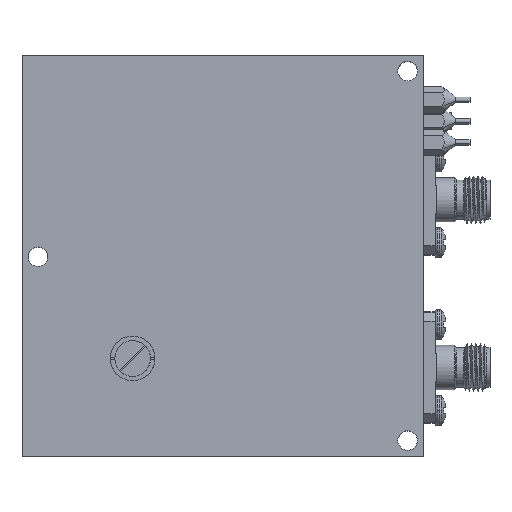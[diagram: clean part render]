
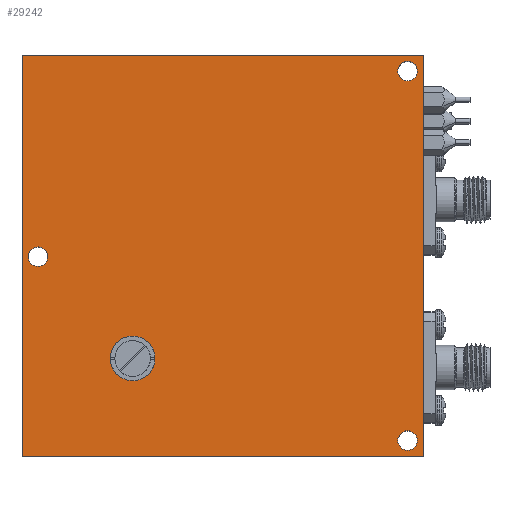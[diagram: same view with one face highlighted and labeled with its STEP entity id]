
A CAD part, top view. The second image highlights one B-rep face of the part: STEP entity #29242.
In plain terms, the highlighted planar face has unit normal (0, 0, 1).
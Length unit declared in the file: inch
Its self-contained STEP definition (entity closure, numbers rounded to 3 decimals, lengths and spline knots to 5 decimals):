
#187 = LINE ( 'NONE', #5828, #21228 ) ;
#639 = CARTESIAN_POINT ( 'NONE',  ( 1.09, -1.035, 1.25 ) ) ;
#795 = DIRECTION ( 'NONE',  ( 1., 0., 0. ) ) ;
#1281 = CARTESIAN_POINT ( 'NONE',  ( -0.98, -0.005, 1.25 ) ) ;
#1312 = CARTESIAN_POINT ( 'NONE',  ( 1.125, 1.125, 1.25 ) ) ;
#1868 = DIRECTION ( 'NONE',  ( 0., 0., 1. ) ) ;
#2262 = EDGE_LOOP ( 'NONE', ( #19642, #27783, #24453, #18304 ) ) ;
#2776 = EDGE_CURVE ( 'NONE', #11105, #8746, #31695, .T. ) ;
#2830 = ORIENTED_EDGE ( 'NONE', *, *, #24766, .F. ) ;
#2980 = CARTESIAN_POINT ( 'NONE',  ( -1.035, -0.005, 1.25 ) ) ;
#3140 = CARTESIAN_POINT ( 'NONE',  ( 1.09, 1.035, 1.25 ) ) ;
#3589 = CARTESIAN_POINT ( 'NONE',  ( 0.98, 1.035, 1.25 ) ) ;
#3926 = VERTEX_POINT ( 'NONE', #16916 ) ;
#4373 = EDGE_CURVE ( 'NONE', #16052, #5130, #23638, .T. ) ;
#4723 = DIRECTION ( 'NONE',  ( 1., 0., 0. ) ) ;
#5001 = VERTEX_POINT ( 'NONE', #22184 ) ;
#5130 = VERTEX_POINT ( 'NONE', #8806 ) ;
#5505 = CARTESIAN_POINT ( 'NONE',  ( -1.09, -0.005, 1.25 ) ) ;
#5557 = FACE_BOUND ( 'NONE', #12927, .T. ) ;
#5828 = CARTESIAN_POINT ( 'NONE',  ( -1.125, 1.125, 1.25 ) ) ;
#5874 = ORIENTED_EDGE ( 'NONE', *, *, #2776, .F. ) ;
#7357 = EDGE_CURVE ( 'NONE', #8746, #11105, #22074, .T. ) ;
#8232 = FACE_BOUND ( 'NONE', #33596, .T. ) ;
#8746 = VERTEX_POINT ( 'NONE', #3140 ) ;
#8801 = CIRCLE ( 'NONE', #24012, 0.055 ) ;
#8806 = CARTESIAN_POINT ( 'NONE',  ( -1.125, -1.125, 1.25 ) ) ;
#9625 = CARTESIAN_POINT ( 'NONE',  ( 0., 0., 1.25 ) ) ;
#9642 = CARTESIAN_POINT ( 'NONE',  ( -1.125, -1.125, 1.25 ) ) ;
#11105 = VERTEX_POINT ( 'NONE', #3589 ) ;
#11549 = CIRCLE ( 'NONE', #21076, 0.055 ) ;
#11823 = DIRECTION ( 'NONE',  ( -1., 0., 0. ) ) ;
#12156 = PLANE ( 'NONE',  #23583 ) ;
#12339 = LINE ( 'NONE', #25122, #15465 ) ;
#12927 = EDGE_LOOP ( 'NONE', ( #35594, #17392 ) ) ;
#13548 = AXIS2_PLACEMENT_3D ( 'NONE', #33270, #16405, #22088 ) ;
#15283 = DIRECTION ( 'NONE',  ( -1., 0., 0. ) ) ;
#15465 = VECTOR ( 'NONE', #33537, 39.37008 ) ;
#16052 = VERTEX_POINT ( 'NONE', #32012 ) ;
#16100 = VECTOR ( 'NONE', #23756, 39.37008 ) ;
#16282 = EDGE_CURVE ( 'NONE', #5001, #16052, #187, .T. ) ;
#16405 = DIRECTION ( 'NONE',  ( 0., 0., 1. ) ) ;
#16665 = AXIS2_PLACEMENT_3D ( 'NONE', #28320, #19904, #22873 ) ;
#16777 = EDGE_CURVE ( 'NONE', #22161, #29860, #35975, .T. ) ;
#16916 = CARTESIAN_POINT ( 'NONE',  ( 1.125, -1.125, 1.25 ) ) ;
#17392 = ORIENTED_EDGE ( 'NONE', *, *, #23740, .F. ) ;
#17441 = DIRECTION ( 'NONE',  ( 1., 0., 0. ) ) ;
#18304 = ORIENTED_EDGE ( 'NONE', *, *, #34723, .T. ) ;
#18951 = CARTESIAN_POINT ( 'NONE',  ( 0.98, -1.035, 1.25 ) ) ;
#19642 = ORIENTED_EDGE ( 'NONE', *, *, #16282, .T. ) ;
#19904 = DIRECTION ( 'NONE',  ( 0., 0., 1. ) ) ;
#20118 = DIRECTION ( 'NONE',  ( 0., 0., 1. ) ) ;
#20457 = AXIS2_PLACEMENT_3D ( 'NONE', #20522, #23621, #17441 ) ;
#20460 = VERTEX_POINT ( 'NONE', #5505 ) ;
#20522 = CARTESIAN_POINT ( 'NONE',  ( -1.035, -0.005, 1.25 ) ) ;
#20570 = EDGE_CURVE ( 'NONE', #29413, #20460, #11549, .T. ) ;
#21076 = AXIS2_PLACEMENT_3D ( 'NONE', #2980, #20118, #23072 ) ;
#21134 = DIRECTION ( 'NONE',  ( 0., 0., -1. ) ) ;
#21228 = VECTOR ( 'NONE', #11823, 39.37008 ) ;
#21564 = VECTOR ( 'NONE', #24264, 39.37008 ) ;
#22074 = CIRCLE ( 'NONE', #13548, 0.055 ) ;
#22088 = DIRECTION ( 'NONE',  ( 1., 0., 0. ) ) ;
#22161 = VERTEX_POINT ( 'NONE', #639 ) ;
#22184 = CARTESIAN_POINT ( 'NONE',  ( 1.125, 1.125, 1.25 ) ) ;
#22873 = DIRECTION ( 'NONE',  ( 1., 0., 0. ) ) ;
#23072 = DIRECTION ( 'NONE',  ( 1., 0., 0. ) ) ;
#23492 = CIRCLE ( 'NONE', #20457, 0.055 ) ;
#23583 = AXIS2_PLACEMENT_3D ( 'NONE', #9625, #21134, #15283 ) ;
#23621 = DIRECTION ( 'NONE',  ( 0., 0., 1. ) ) ;
#23638 = LINE ( 'NONE', #9642, #16100 ) ;
#23740 = EDGE_CURVE ( 'NONE', #29860, #22161, #8801, .T. ) ;
#23756 = DIRECTION ( 'NONE',  ( 0., -1., 0. ) ) ;
#24012 = AXIS2_PLACEMENT_3D ( 'NONE', #32328, #32093, #795 ) ;
#24264 = DIRECTION ( 'NONE',  ( 0., 1., 0. ) ) ;
#24453 = ORIENTED_EDGE ( 'NONE', *, *, #29019, .T. ) ;
#24707 = EDGE_LOOP ( 'NONE', ( #26685, #5874 ) ) ;
#24766 = EDGE_CURVE ( 'NONE', #20460, #29413, #23492, .T. ) ;
#25122 = CARTESIAN_POINT ( 'NONE',  ( 1.125, -1.125, 1.25 ) ) ;
#25640 = FACE_OUTER_BOUND ( 'NONE', #2262, .T. ) ;
#26002 = LINE ( 'NONE', #1312, #21564 ) ;
#26685 = ORIENTED_EDGE ( 'NONE', *, *, #7357, .F. ) ;
#26749 = ORIENTED_EDGE ( 'NONE', *, *, #20570, .F. ) ;
#27783 = ORIENTED_EDGE ( 'NONE', *, *, #4373, .T. ) ;
#28320 = CARTESIAN_POINT ( 'NONE',  ( 1.035, -1.035, 1.25 ) ) ;
#29019 = EDGE_CURVE ( 'NONE', #5130, #3926, #12339, .T. ) ;
#29242 = ADVANCED_FACE ( 'NONE', ( #36781, #5557, #8232, #25640 ), #12156, .F. ) ;
#29413 = VERTEX_POINT ( 'NONE', #1281 ) ;
#29746 = AXIS2_PLACEMENT_3D ( 'NONE', #35998, #1868, #4723 ) ;
#29860 = VERTEX_POINT ( 'NONE', #18951 ) ;
#31695 = CIRCLE ( 'NONE', #29746, 0.055 ) ;
#32012 = CARTESIAN_POINT ( 'NONE',  ( -1.125, 1.125, 1.25 ) ) ;
#32093 = DIRECTION ( 'NONE',  ( 0., 0., 1. ) ) ;
#32328 = CARTESIAN_POINT ( 'NONE',  ( 1.035, -1.035, 1.25 ) ) ;
#33270 = CARTESIAN_POINT ( 'NONE',  ( 1.035, 1.035, 1.25 ) ) ;
#33537 = DIRECTION ( 'NONE',  ( 1., 0., 0. ) ) ;
#33596 = EDGE_LOOP ( 'NONE', ( #26749, #2830 ) ) ;
#34723 = EDGE_CURVE ( 'NONE', #3926, #5001, #26002, .T. ) ;
#35594 = ORIENTED_EDGE ( 'NONE', *, *, #16777, .F. ) ;
#35975 = CIRCLE ( 'NONE', #16665, 0.055 ) ;
#35998 = CARTESIAN_POINT ( 'NONE',  ( 1.035, 1.035, 1.25 ) ) ;
#36781 = FACE_BOUND ( 'NONE', #24707, .T. ) ;
